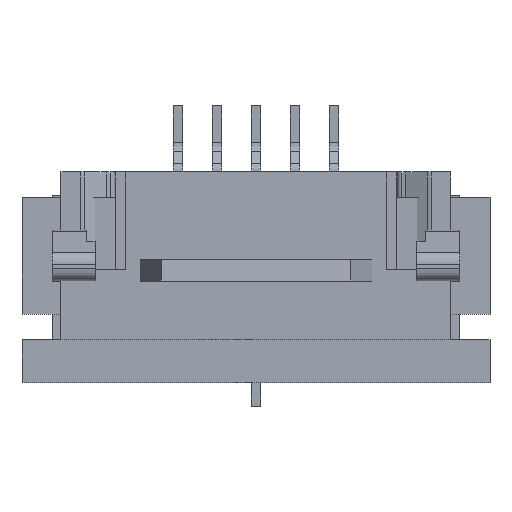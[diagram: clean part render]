
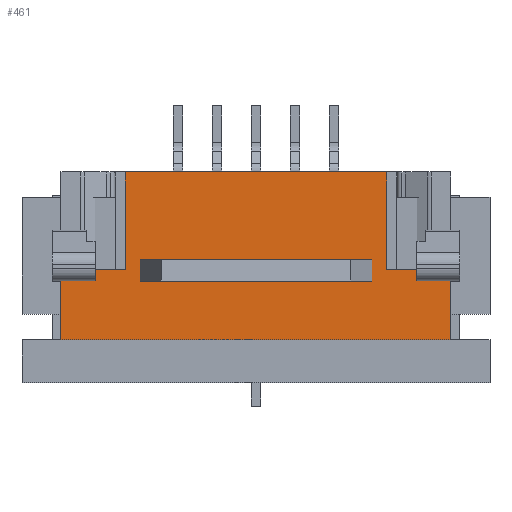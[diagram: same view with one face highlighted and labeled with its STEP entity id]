
A CAD part, top view. The second image highlights one B-rep face of the part: STEP entity #461.
In plain terms, the highlighted planar face has unit normal (0, 0, 1).
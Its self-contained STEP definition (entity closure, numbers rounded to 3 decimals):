
#461 = ADVANCED_FACE( '', ( #1015 ), #1016, .F. );
#1015 = FACE_OUTER_BOUND( '', #1634, .T. );
#1016 = PLANE( '', #1635 );
#1634 = EDGE_LOOP( '', ( #2408, #2409, #2410, #2411, #2412, #2413, #2414, #2415 ) );
#1635 = AXIS2_PLACEMENT_3D( '', #2416, #2417, #2418 );
#2408 = ORIENTED_EDGE( '', *, *, #4803, .T. );
#2409 = ORIENTED_EDGE( '', *, *, #4804, .F. );
#2410 = ORIENTED_EDGE( '', *, *, #4805, .T. );
#2411 = ORIENTED_EDGE( '', *, *, #4806, .F. );
#2412 = ORIENTED_EDGE( '', *, *, #4807, .F. );
#2413 = ORIENTED_EDGE( '', *, *, #4808, .F. );
#2414 = ORIENTED_EDGE( '', *, *, #4761, .F. );
#2415 = ORIENTED_EDGE( '', *, *, #4801, .T. );
#2416 = CARTESIAN_POINT( '', ( 5., -2.15, 1.5 ) );
#2417 = DIRECTION( '', ( 0., 0., -1. ) );
#2418 = DIRECTION( '', ( -1., 0., 0. ) );
#4761 = EDGE_CURVE( '', #5666, #5668, #5669, .T. );
#4801 = EDGE_CURVE( '', #5666, #5740, #5742, .T. );
#4803 = EDGE_CURVE( '', #5740, #5744, #5745, .T. );
#4804 = EDGE_CURVE( '', #5746, #5744, #5747, .T. );
#4805 = EDGE_CURVE( '', #5746, #5748, #5749, .T. );
#4806 = EDGE_CURVE( '', #5750, #5748, #5751, .T. );
#4807 = EDGE_CURVE( '', #5752, #5750, #5753, .T. );
#4808 = EDGE_CURVE( '', #5668, #5752, #5754, .T. );
#5666 = VERTEX_POINT( '', #6901 );
#5668 = VERTEX_POINT( '', #6904 );
#5669 = LINE( '', #6905, #6906 );
#5740 = VERTEX_POINT( '', #7006 );
#5742 = LINE( '', #7009, #7010 );
#5744 = VERTEX_POINT( '', #7013 );
#5745 = LINE( '', #7014, #7015 );
#5746 = VERTEX_POINT( '', #7016 );
#5747 = LINE( '', #7017, #7018 );
#5748 = VERTEX_POINT( '', #7019 );
#5749 = LINE( '', #7020, #7021 );
#5750 = VERTEX_POINT( '', #7022 );
#5751 = LINE( '', #7023, #7024 );
#5752 = VERTEX_POINT( '', #7025 );
#5753 = LINE( '', #7026, #7027 );
#5754 = LINE( '', #7028, #7029 );
#6901 = CARTESIAN_POINT( '', ( 5., -2.15, 1.5 ) );
#6904 = CARTESIAN_POINT( '', ( -5., -2.15, 1.5 ) );
#6905 = CARTESIAN_POINT( '', ( 5., -2.15, 1.5 ) );
#6906 = VECTOR( '', #8614, 1000. );
#7006 = CARTESIAN_POINT( '', ( 5., -0.35, 1.5 ) );
#7009 = CARTESIAN_POINT( '', ( 5., -2.15, 1.5 ) );
#7010 = VECTOR( '', #8672, 1000. );
#7013 = CARTESIAN_POINT( '', ( 3.35, -0.35, 1.5 ) );
#7014 = CARTESIAN_POINT( '', ( 3.35, -0.35, 1.5 ) );
#7015 = VECTOR( '', #8674, 1000. );
#7016 = CARTESIAN_POINT( '', ( 3.35, 2.15, 1.5 ) );
#7017 = CARTESIAN_POINT( '', ( 3.35, 11.404, 1.5 ) );
#7018 = VECTOR( '', #8675, 1000. );
#7019 = CARTESIAN_POINT( '', ( -3.35, 2.15, 1.5 ) );
#7020 = CARTESIAN_POINT( '', ( 5., 2.15, 1.5 ) );
#7021 = VECTOR( '', #8676, 1000. );
#7022 = CARTESIAN_POINT( '', ( -3.35, -0.35, 1.5 ) );
#7023 = CARTESIAN_POINT( '', ( -3.35, -2.15, 1.5 ) );
#7024 = VECTOR( '', #8677, 1000. );
#7025 = CARTESIAN_POINT( '', ( -5., -0.35, 1.5 ) );
#7026 = CARTESIAN_POINT( '', ( -3.35, -0.35, 1.5 ) );
#7027 = VECTOR( '', #8678, 1000. );
#7028 = CARTESIAN_POINT( '', ( -5., -2.15, 1.5 ) );
#7029 = VECTOR( '', #8679, 1000. );
#8614 = DIRECTION( '', ( -1., 0., 0. ) );
#8672 = DIRECTION( '', ( 0., 1., 0. ) );
#8674 = DIRECTION( '', ( -1., 0., 0. ) );
#8675 = DIRECTION( '', ( 0., -1., 0. ) );
#8676 = DIRECTION( '', ( -1., 0., 0. ) );
#8677 = DIRECTION( '', ( 0., 1., 0. ) );
#8678 = DIRECTION( '', ( 1., 0., 0. ) );
#8679 = DIRECTION( '', ( 0., 1., 0. ) );
